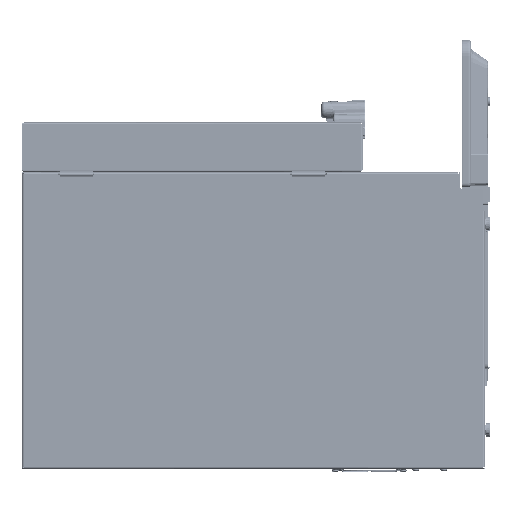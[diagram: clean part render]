
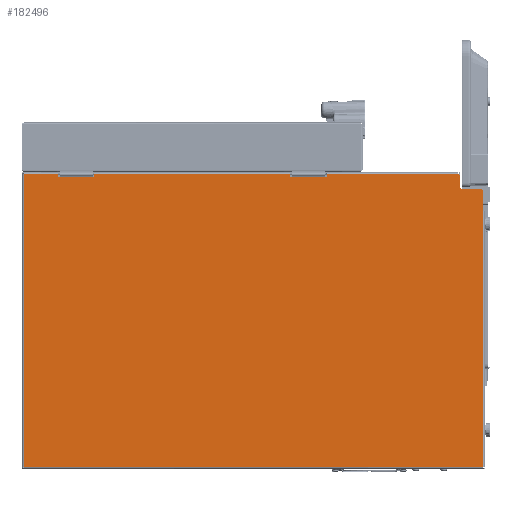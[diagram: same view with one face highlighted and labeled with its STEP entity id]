
A CAD part, left-side view. The second image highlights one B-rep face of the part: STEP entity #182496.
In plain terms, the highlighted planar face has unit normal (-1, 0, 0).
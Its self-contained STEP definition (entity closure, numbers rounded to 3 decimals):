
#9348=CIRCLE($,#195642,0.079);
#9350=CIRCLE($,#195650,0.079);
#9357=CIRCLE($,#195660,0.079);
#9418=CIRCLE($,#195784,0.02);
#9419=CIRCLE($,#195785,0.02);
#9420=CIRCLE($,#195786,0.02);
#9421=CIRCLE($,#195787,0.02);
#33477=FACE_OUTER_BOUND($,#43899,.T.);
#43899=EDGE_LOOP($,(#154380,#154381,#154382,#154383,#154384,#154385,#154386,
#154387,#154388,#154389,#154390,#154391,#154392,#154393,#154394,#154395,
#154396,#154397,#154398,#154399,#154400,#154401,#154402));
#57563=LINE($,#323346,#71655);
#57580=LINE($,#323575,#71672);
#57584=LINE($,#323666,#71676);
#57637=LINE($,#323802,#71729);
#57645=LINE($,#323822,#71737);
#57650=LINE($,#323830,#71742);
#57654=LINE($,#323842,#71746);
#57746=LINE($,#324120,#71838);
#57749=LINE($,#324127,#71841);
#57766=LINE($,#324163,#71858);
#57768=LINE($,#324169,#71860);
#57769=LINE($,#324172,#71861);
#57770=LINE($,#324176,#71862);
#57771=LINE($,#324179,#71863);
#57772=LINE($,#324181,#71864);
#57773=LINE($,#324185,#71865);
#71655=VECTOR($,#230439,12.22);
#71672=VECTOR($,#230468,13.976);
#71676=VECTOR($,#230476,21.929);
#71729=VECTOR($,#230615,0.02);
#71737=VECTOR($,#230631,0.988);
#71742=VECTOR($,#230638,0.531);
#71746=VECTOR($,#230650,0.925);
#71838=VECTOR($,#230974,6.283);
#71841=VECTOR($,#230981,1.634);
#71858=VECTOR($,#231018,0.118);
#71860=VECTOR($,#231024,9.366);
#71861=VECTOR($,#231027,0.118);
#71862=VECTOR($,#231030,1.693);
#71863=VECTOR($,#231033,0.118);
#71864=VECTOR($,#231034,0.118);
#71865=VECTOR($,#231037,1.693);
#86910=VERTEX_POINT($,#323342);
#86912=VERTEX_POINT($,#323345);
#86919=VERTEX_POINT($,#323447);
#86922=VERTEX_POINT($,#323481);
#86968=VERTEX_POINT($,#323792);
#86969=VERTEX_POINT($,#323794);
#86971=VERTEX_POINT($,#323800);
#86979=VERTEX_POINT($,#323820);
#86980=VERTEX_POINT($,#323826);
#86982=VERTEX_POINT($,#323832);
#86984=VERTEX_POINT($,#323838);
#87055=VERTEX_POINT($,#324118);
#87056=VERTEX_POINT($,#324123);
#87064=VERTEX_POINT($,#324153);
#87066=VERTEX_POINT($,#324161);
#87067=VERTEX_POINT($,#324165);
#87069=VERTEX_POINT($,#324171);
#87070=VERTEX_POINT($,#324173);
#87071=VERTEX_POINT($,#324175);
#87072=VERTEX_POINT($,#324177);
#87073=VERTEX_POINT($,#324180);
#87074=VERTEX_POINT($,#324182);
#87075=VERTEX_POINT($,#324184);
#110107=EDGE_CURVE($,#86910,#86912,#57563,.T.);
#110139=EDGE_CURVE($,#86919,#86922,#57580,.T.);
#110147=EDGE_CURVE($,#86912,#86919,#57584,.T.);
#110212=EDGE_CURVE($,#86968,#86969,#9348,.T.);
#110216=EDGE_CURVE($,#86971,#86968,#57637,.T.);
#110225=EDGE_CURVE($,#86979,#86910,#57645,.T.);
#110230=EDGE_CURVE($,#86969,#86980,#57650,.T.);
#110231=EDGE_CURVE($,#86982,#86980,#9350,.T.);
#110236=EDGE_CURVE($,#86982,#86984,#57654,.T.);
#110252=EDGE_CURVE($,#86979,#86984,#9357,.T.);
#110389=EDGE_CURVE($,#87055,#86971,#57746,.T.);
#110393=EDGE_CURVE($,#86922,#87056,#57749,.T.);
#110413=EDGE_CURVE($,#87066,#87056,#57766,.T.);
#110416=EDGE_CURVE($,#87064,#87067,#57768,.T.);
#110417=EDGE_CURVE($,#87055,#87069,#57769,.T.);
#110418=EDGE_CURVE($,#87070,#87069,#9418,.T.);
#110419=EDGE_CURVE($,#87070,#87071,#57770,.T.);
#110420=EDGE_CURVE($,#87072,#87071,#9419,.T.);
#110421=EDGE_CURVE($,#87072,#87067,#57771,.T.);
#110422=EDGE_CURVE($,#87064,#87073,#57772,.T.);
#110423=EDGE_CURVE($,#87074,#87073,#9420,.T.);
#110424=EDGE_CURVE($,#87074,#87075,#57773,.T.);
#110425=EDGE_CURVE($,#87066,#87075,#9421,.T.);
#154380=ORIENTED_EDGE($,*,*,#110417,.T.);
#154381=ORIENTED_EDGE($,*,*,#110418,.F.);
#154382=ORIENTED_EDGE($,*,*,#110419,.T.);
#154383=ORIENTED_EDGE($,*,*,#110420,.F.);
#154384=ORIENTED_EDGE($,*,*,#110421,.T.);
#154385=ORIENTED_EDGE($,*,*,#110416,.F.);
#154386=ORIENTED_EDGE($,*,*,#110422,.T.);
#154387=ORIENTED_EDGE($,*,*,#110423,.F.);
#154388=ORIENTED_EDGE($,*,*,#110424,.T.);
#154389=ORIENTED_EDGE($,*,*,#110425,.F.);
#154390=ORIENTED_EDGE($,*,*,#110413,.T.);
#154391=ORIENTED_EDGE($,*,*,#110393,.F.);
#154392=ORIENTED_EDGE($,*,*,#110139,.F.);
#154393=ORIENTED_EDGE($,*,*,#110147,.F.);
#154394=ORIENTED_EDGE($,*,*,#110107,.F.);
#154395=ORIENTED_EDGE($,*,*,#110225,.F.);
#154396=ORIENTED_EDGE($,*,*,#110252,.T.);
#154397=ORIENTED_EDGE($,*,*,#110236,.F.);
#154398=ORIENTED_EDGE($,*,*,#110231,.T.);
#154399=ORIENTED_EDGE($,*,*,#110230,.F.);
#154400=ORIENTED_EDGE($,*,*,#110212,.F.);
#154401=ORIENTED_EDGE($,*,*,#110216,.F.);
#154402=ORIENTED_EDGE($,*,*,#110389,.F.);
#175007=PLANE($,#195783);
#182496=ADVANCED_FACE($,(#33477),#175007,.F.);
#195642=AXIS2_PLACEMENT_3D($,#323795,#230608,#230609);
#195650=AXIS2_PLACEMENT_3D($,#323833,#230641,#230642);
#195660=AXIS2_PLACEMENT_3D($,#323872,#230675,#230676);
#195783=AXIS2_PLACEMENT_3D($,#324170,#231025,#231026);
#195784=AXIS2_PLACEMENT_3D($,#324174,#231028,#231029);
#195785=AXIS2_PLACEMENT_3D($,#324178,#231031,#231032);
#195786=AXIS2_PLACEMENT_3D($,#324183,#231035,#231036);
#195787=AXIS2_PLACEMENT_3D($,#324186,#231038,#231039);
#230439=DIRECTION($,(0.,0.,-1.));
#230468=DIRECTION($,(0.,0.,1.));
#230476=DIRECTION($,(0.,1.,0.));
#230608=DIRECTION('center_axis',(1.,0.,0.));
#230609=DIRECTION('ref_axis',(0.,0.,
1.));
#230615=DIRECTION($,(0.,-1.,0.));
#230631=DIRECTION($,(0.,0.,-1.));
#230638=DIRECTION($,(0.,0.,-1.));
#230641=DIRECTION('center_axis',(1.,0.,0.));
#230642=DIRECTION('ref_axis',(0.,0.707,
-0.707));
#230650=DIRECTION($,(0.,-1.,0.));
#230675=DIRECTION('center_axis',(-1.,0.,0.));
#230676=DIRECTION('ref_axis',(0.,-0.707,
0.707));
#230974=DIRECTION($,(0.,-1.,0.));
#230981=DIRECTION($,(0.,-1.,0.));
#231018=DIRECTION($,(0.,0.,1.));
#231024=DIRECTION($,(0.,-1.,0.));
#231025=DIRECTION('center_axis',(1.,0.,0.));
#231026=DIRECTION('ref_axis',(0.,0.,
-1.));
#231027=DIRECTION($,(0.,0.,-1.));
#231028=DIRECTION('center_axis',(-1.,0.,0.));
#231029=DIRECTION('ref_axis',(0.,-0.707,
-0.707));
#231030=DIRECTION($,(0.,1.,0.));
#231031=DIRECTION('center_axis',(-1.,0.,0.));
#231032=DIRECTION('ref_axis',(0.,0.707,
-0.707));
#231033=DIRECTION($,(0.,0.,1.));
#231034=DIRECTION($,(0.,0.,-1.));
#231035=DIRECTION('center_axis',(-1.,0.,0.));
#231036=DIRECTION('ref_axis',(0.,-0.707,
-0.707));
#231037=DIRECTION($,(0.,1.,0.));
#231038=DIRECTION('center_axis',(-1.,0.,0.));
#231039=DIRECTION('ref_axis',(0.,0.707,
-0.707));
#323342=CARTESIAN_POINT('',(-7.614,-1.108,4.274));
#323345=CARTESIAN_POINT('',(-7.614,-1.108,-7.947));
#323346=CARTESIAN_POINT($,(-7.614,-1.108,2.535));
#323447=CARTESIAN_POINT('',(-7.614,20.821,-7.947));
#323481=CARTESIAN_POINT('',(-7.614,20.821,6.03));
#323575=CARTESIAN_POINT($,(-7.614,20.821,-4.502));
#323666=CARTESIAN_POINT($,(-7.614,4.325,-7.947));
#323792=CARTESIAN_POINT('',(-7.614,0.054,6.03));
#323794=CARTESIAN_POINT('',(-7.614,-0.025,5.951));
#323795=CARTESIAN_POINT('Origin',(-7.614,0.054,
5.951));
#323800=CARTESIAN_POINT('',(-7.614,0.073,6.03));
#323802=CARTESIAN_POINT($,(-7.614,0.073,6.03));
#323820=CARTESIAN_POINT('',(-7.614,-1.108,5.262));
#323822=CARTESIAN_POINT($,(-7.614,-1.108,2.535));
#323826=CARTESIAN_POINT('',(-7.614,-0.025,5.419));
#323830=CARTESIAN_POINT($,(-7.614,-0.025,5.951));
#323832=CARTESIAN_POINT('',(-7.614,-0.104,5.341));
#323833=CARTESIAN_POINT('Origin',(-7.614,-0.104,5.419));
#323838=CARTESIAN_POINT('',(-7.614,-1.029,5.341));
#323842=CARTESIAN_POINT($,(-7.614,4.965,5.341));
#323872=CARTESIAN_POINT('Origin',(-7.614,-1.029,5.262));
#324118=CARTESIAN_POINT('',(-7.614,6.357,6.03));
#324120=CARTESIAN_POINT($,(-7.614,15.339,6.03));
#324123=CARTESIAN_POINT('',(-7.614,19.188,6.03));
#324127=CARTESIAN_POINT($,(-7.614,15.339,6.03));
#324153=CARTESIAN_POINT('',(-7.614,17.455,6.03));
#324161=CARTESIAN_POINT('',(-7.614,19.188,5.911));
#324163=CARTESIAN_POINT($,(-7.614,19.188,2.535));
#324165=CARTESIAN_POINT('',(-7.614,8.089,6.03));
#324169=CARTESIAN_POINT($,(-7.614,15.339,6.03));
#324170=CARTESIAN_POINT('Origin',(-7.614,9.857,-0.959));
#324171=CARTESIAN_POINT('',(-7.614,6.357,5.911));
#324172=CARTESIAN_POINT($,(-7.614,6.357,2.467));
#324173=CARTESIAN_POINT('',(-7.614,6.377,5.892));
#324174=CARTESIAN_POINT('Origin',(-7.614,6.377,5.911));
#324175=CARTESIAN_POINT('',(-7.614,8.07,5.892));
#324176=CARTESIAN_POINT($,(-7.614,8.973,5.892));
#324177=CARTESIAN_POINT('',(-7.614,8.089,5.911));
#324178=CARTESIAN_POINT('Origin',(-7.614,8.07,5.911));
#324179=CARTESIAN_POINT($,(-7.614,8.089,2.535));
#324180=CARTESIAN_POINT('',(-7.614,17.455,5.911));
#324181=CARTESIAN_POINT($,(-7.614,17.455,2.467));
#324182=CARTESIAN_POINT('',(-7.614,17.475,5.892));
#324183=CARTESIAN_POINT('Origin',(-7.614,17.475,5.911));
#324184=CARTESIAN_POINT('',(-7.614,19.168,5.892));
#324185=CARTESIAN_POINT($,(-7.614,14.522,5.892));
#324186=CARTESIAN_POINT('Origin',(-7.614,19.168,5.911));
